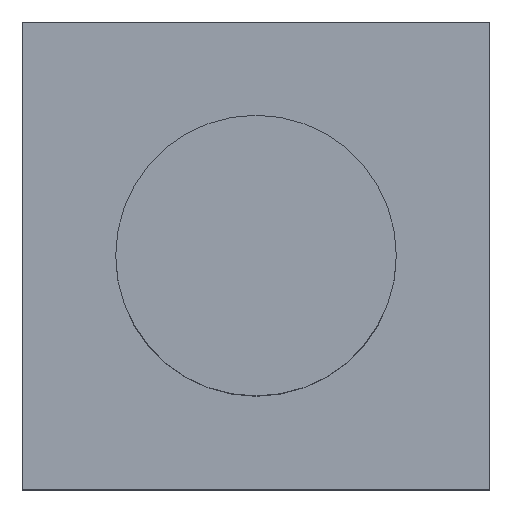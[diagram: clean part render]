
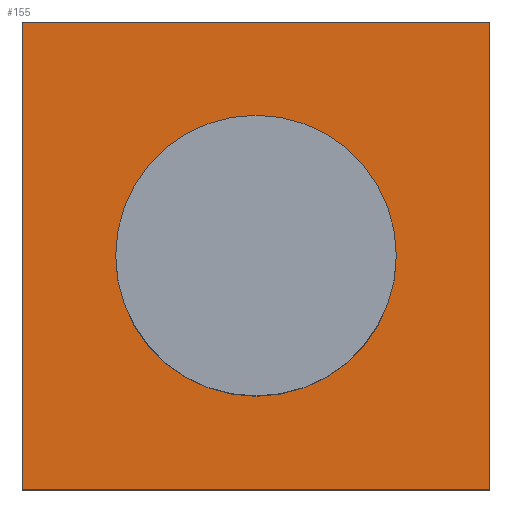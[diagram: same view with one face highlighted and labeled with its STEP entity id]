
A CAD part, top view. The second image highlights one B-rep face of the part: STEP entity #155.
In plain terms, the highlighted planar face has unit normal (0, 0, 1).
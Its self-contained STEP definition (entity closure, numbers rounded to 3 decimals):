
#42=FACE_OUTER_BOUND('',#52,.T.);
#52=EDGE_LOOP('',(#127,#128,#129,#130));
#60=LINE('',#279,#73);
#63=LINE('',#285,#76);
#66=LINE('',#291,#79);
#69=LINE('',#295,#82);
#73=VECTOR('',#225,10.);
#76=VECTOR('',#230,10.);
#79=VECTOR('',#235,10.);
#82=VECTOR('',#240,10.);
#86=VERTEX_POINT('',#276);
#87=VERTEX_POINT('',#278);
#89=VERTEX_POINT('',#284);
#91=VERTEX_POINT('',#290);
#97=EDGE_CURVE('',#87,#86,#60,.T.);
#100=EDGE_CURVE('',#89,#87,#63,.T.);
#103=EDGE_CURVE('',#91,#89,#66,.T.);
#106=EDGE_CURVE('',#86,#91,#69,.T.);
#127=ORIENTED_EDGE('',*,*,#106,.T.);
#128=ORIENTED_EDGE('',*,*,#103,.T.);
#129=ORIENTED_EDGE('',*,*,#100,.T.);
#130=ORIENTED_EDGE('',*,*,#97,.T.);
#146=PLANE('',#203);
#155=ADVANCED_FACE('',(#42),#146,.T.);
#203=AXIS2_PLACEMENT_3D('',#296,#241,#242);
#225=DIRECTION('',(-1.,0.,0.));
#230=DIRECTION('',(0.,1.,0.));
#235=DIRECTION('',(1.,0.,0.));
#240=DIRECTION('',(0.,-1.,0.));
#241=DIRECTION('center_axis',(0.,0.,1.));
#242=DIRECTION('ref_axis',(1.,0.,0.));
#276=CARTESIAN_POINT('',(0.,50.,10.));
#278=CARTESIAN_POINT('',(50.,50.,10.));
#279=CARTESIAN_POINT('',(50.,50.,10.));
#284=CARTESIAN_POINT('',(50.,0.,10.));
#285=CARTESIAN_POINT('',(50.,0.,10.));
#290=CARTESIAN_POINT('',(0.,0.,10.));
#291=CARTESIAN_POINT('',(0.,0.,10.));
#295=CARTESIAN_POINT('',(0.,50.,10.));
#296=CARTESIAN_POINT('Origin',(25.,25.,10.));
